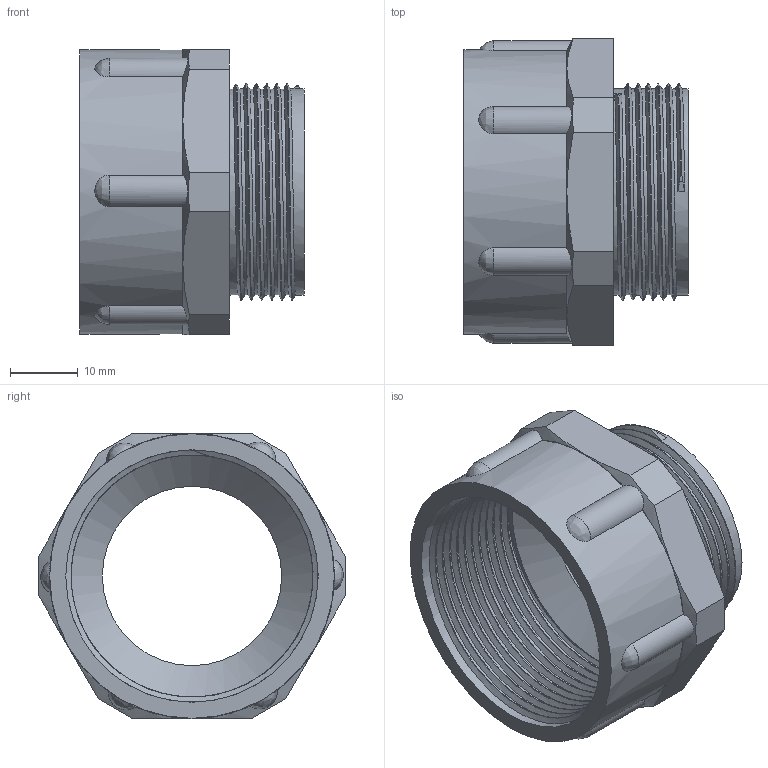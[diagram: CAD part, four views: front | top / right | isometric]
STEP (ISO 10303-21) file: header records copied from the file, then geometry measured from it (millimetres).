
FILE_DESCRIPTION(/* description */ ('Adapter sechskant M 32x1,5 / PG 29'),/* implementation_level */ '2;1');
FILE_NAME(/* name */ '11073229-RST.stp',/* time_stamp */ '2022-10-27T14:58:11+02:00',/* author */ ('sl'),/* organization */ (''),/* preprocessor_version */ 'ST-DEVELOPER v16.5',/* originating_system */ 'Autodesk Inventor 2017',/* authorisation */ '');
FILE_SCHEMA (('AUTOMOTIVE_DESIGN { 1 0 10303 214 3 1 1 }'));
Length unit declared in the file: millimetre
Products named in the file (1): 11073229
Bounding box: 33 x 45.12 x 42 mm (x, y, z)
Volume: 11540.9 mm3; surface area: 10682 mm2
Topology: 1 solids, 1 shells, 74 faces, 215 edges, 138 vertices
Faces by surface type: cylinder 31, plane 25, bspline 10, cone 7, torus 1
Full cylindrical faces by diameter (mm): 26.4 x1, 30.338 x6, 37.172 x11, 41.9 x1
Entity records: 5924 total; most frequent: CARTESIAN_POINT 4599, ORIENTED_EDGE 298, DIRECTION 225, EDGE_CURVE 149, VERTEX_POINT 101, AXIS2_PLACEMENT_3D 90, EDGE_LOOP 68, FACE_OUTER_BOUND 58
